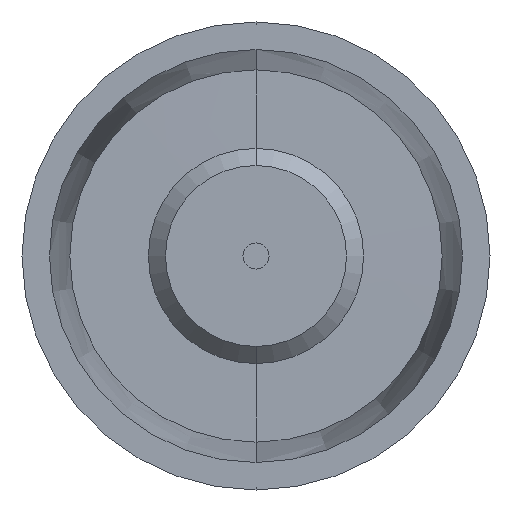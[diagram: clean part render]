
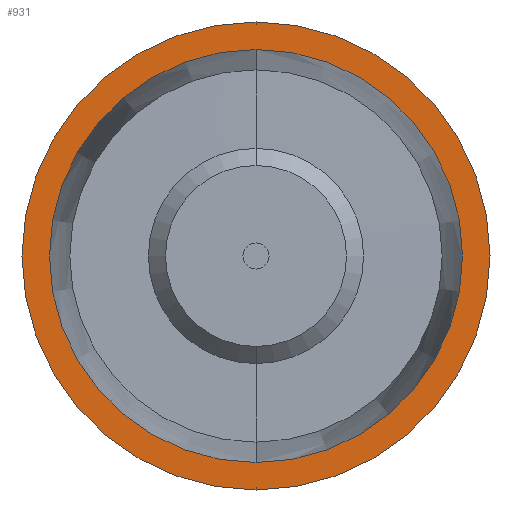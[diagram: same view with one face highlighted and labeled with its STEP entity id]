
A CAD part, front view. The second image highlights one B-rep face of the part: STEP entity #931.
In plain terms, the highlighted planar face has unit normal (0, -1, 0).
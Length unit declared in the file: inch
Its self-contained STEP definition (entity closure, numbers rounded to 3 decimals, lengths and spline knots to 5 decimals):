
#43 = AXIS2_PLACEMENT_3D ( 'NONE', #636, #918, #565 ) ;
#49 = DIRECTION ( 'NONE',  ( 0., -1., 0. ) ) ;
#80 = AXIS2_PLACEMENT_3D ( 'NONE', #379, #679, #838 ) ;
#120 = PLANE ( 'NONE',  #809 ) ;
#125 = DIRECTION ( 'NONE',  ( 0., 0., -1. ) ) ;
#129 = EDGE_CURVE ( 'NONE', #345, #279, #891, .T. ) ;
#164 = CARTESIAN_POINT ( 'NONE',  ( -0.26969, 0., 0. ) ) ;
#237 = CIRCLE ( 'NONE', #43, 0.26969 ) ;
#238 = ORIENTED_EDGE ( 'NONE', *, *, #645, .F. ) ;
#251 = CARTESIAN_POINT ( 'NONE',  ( -0.26969, 0., -0.23802 ) ) ;
#252 = ORIENTED_EDGE ( 'NONE', *, *, #638, .T. ) ;
#279 = VERTEX_POINT ( 'NONE', #605 ) ;
#285 = AXIS2_PLACEMENT_3D ( 'NONE', #511, #887, #432 ) ;
#315 = DIRECTION ( 'NONE',  ( 0., 1., 0. ) ) ;
#345 = VERTEX_POINT ( 'NONE', #251 ) ;
#379 = CARTESIAN_POINT ( 'NONE',  ( -0.26969, 0., 0. ) ) ;
#398 = VERTEX_POINT ( 'NONE', #496 ) ;
#415 = ORIENTED_EDGE ( 'NONE', *, *, #129, .T. ) ;
#432 = DIRECTION ( 'NONE',  ( 0., 0., 1. ) ) ;
#496 = CARTESIAN_POINT ( 'NONE',  ( -0.26969, 0., -0.26969 ) ) ;
#511 = CARTESIAN_POINT ( 'NONE',  ( -0.26969, 0., 0. ) ) ;
#560 = EDGE_LOOP ( 'NONE', ( #584, #238 ) ) ;
#565 = DIRECTION ( 'NONE',  ( 0., 0., 1. ) ) ;
#567 = EDGE_LOOP ( 'NONE', ( #415, #252 ) ) ;
#584 = ORIENTED_EDGE ( 'NONE', *, *, #919, .F. ) ;
#596 = AXIS2_PLACEMENT_3D ( 'NONE', #164, #315, #631 ) ;
#605 = CARTESIAN_POINT ( 'NONE',  ( -0.26969, 0., 0.23802 ) ) ;
#631 = DIRECTION ( 'NONE',  ( 0., 0., 1. ) ) ;
#636 = CARTESIAN_POINT ( 'NONE',  ( -0.26969, 0., 0. ) ) ;
#638 = EDGE_CURVE ( 'NONE', #279, #345, #689, .T. ) ;
#645 = EDGE_CURVE ( 'NONE', #713, #398, #661, .T. ) ;
#661 = CIRCLE ( 'NONE', #596, 0.26969 ) ;
#679 = DIRECTION ( 'NONE',  ( 0., 1., 0. ) ) ;
#689 = CIRCLE ( 'NONE', #80, 0.23802 ) ;
#711 = CARTESIAN_POINT ( 'NONE',  ( -0.53937, 0., 0. ) ) ;
#713 = VERTEX_POINT ( 'NONE', #835 ) ;
#777 = FACE_OUTER_BOUND ( 'NONE', #560, .T. ) ;
#809 = AXIS2_PLACEMENT_3D ( 'NONE', #711, #49, #125 ) ;
#835 = CARTESIAN_POINT ( 'NONE',  ( -0.26969, 0., 0.26969 ) ) ;
#838 = DIRECTION ( 'NONE',  ( 0., 0., 1. ) ) ;
#846 = FACE_BOUND ( 'NONE', #567, .T. ) ;
#887 = DIRECTION ( 'NONE',  ( 0., 1., 0. ) ) ;
#891 = CIRCLE ( 'NONE', #285, 0.23802 ) ;
#918 = DIRECTION ( 'NONE',  ( 0., 1., 0. ) ) ;
#919 = EDGE_CURVE ( 'NONE', #398, #713, #237, .T. ) ;
#931 = ADVANCED_FACE ( 'NONE', ( #846, #777 ), #120, .T. ) ;
